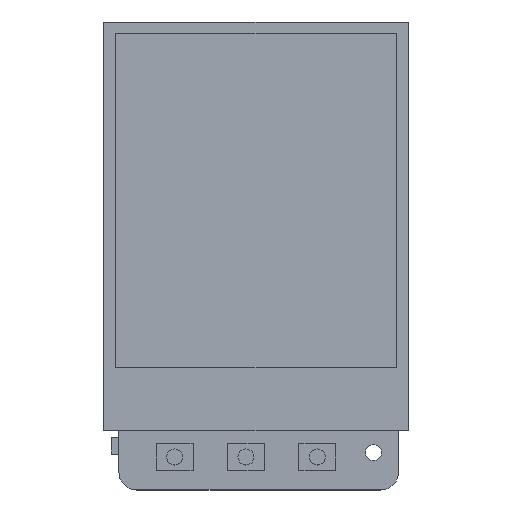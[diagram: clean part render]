
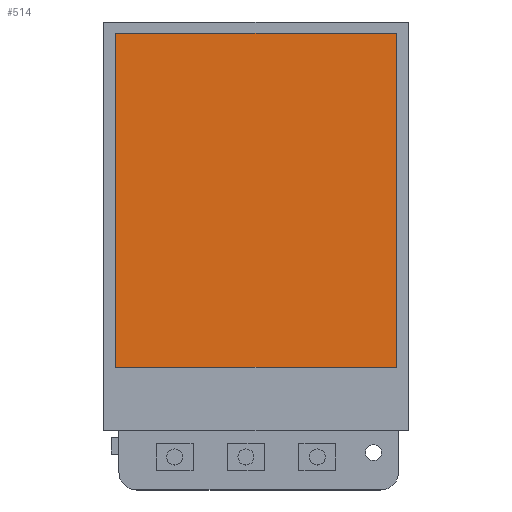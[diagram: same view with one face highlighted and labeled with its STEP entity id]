
A CAD part, top view. The second image highlights one B-rep face of the part: STEP entity #514.
In plain terms, the highlighted planar face has unit normal (0, 0.009, 1).
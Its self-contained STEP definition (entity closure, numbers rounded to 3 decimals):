
#514=ADVANCED_FACE('',(#1124),#821,.T.);
#821=PLANE('',#5380);
#1124=FACE_OUTER_BOUND('',#1464,.T.);
#1464=EDGE_LOOP('',(#1928,#1929,#1930,#1931));
#1928=ORIENTED_EDGE('',*,*,#3518,.F.);
#1929=ORIENTED_EDGE('',*,*,#3522,.F.);
#1930=ORIENTED_EDGE('',*,*,#3525,.F.);
#1931=ORIENTED_EDGE('',*,*,#3527,.F.);
#3084=VERTEX_POINT('',#7167);
#3085=VERTEX_POINT('',#7169);
#3087=VERTEX_POINT('',#7175);
#3089=VERTEX_POINT('',#7181);
#3518=EDGE_CURVE('',#3084,#3085,#4134,.T.);
#3522=EDGE_CURVE('',#3087,#3084,#4138,.T.);
#3525=EDGE_CURVE('',#3089,#3087,#4141,.T.);
#3527=EDGE_CURVE('',#3085,#3089,#4143,.T.);
#4134=LINE('',#7168,#4750);
#4138=LINE('',#7176,#4754);
#4141=LINE('',#7182,#4757);
#4143=LINE('',#7185,#4759);
#4750=VECTOR('',#5865,1.);
#4754=VECTOR('',#5871,1.);
#4757=VECTOR('',#5876,1.);
#4759=VECTOR('',#5880,1.);
#5380=AXIS2_PLACEMENT_3D('',#7187,#5883,#5884);
#5865=DIRECTION('',(0.,1.,-0.009));
#5871=DIRECTION('',(-1.,0.,0.));
#5876=DIRECTION('',(0.,-1.,0.009));
#5880=DIRECTION('',(1.,0.,0.));
#5883=DIRECTION('',(0.,0.009,1.));
#5884=DIRECTION('',(0.,-1.,0.009));
#7167=CARTESIAN_POINT('',(-15.75,-11.303,4.065));
#7168=CARTESIAN_POINT('',(-15.75,26.195,3.72));
#7169=CARTESIAN_POINT('',(-15.75,26.195,3.72));
#7175=CARTESIAN_POINT('',(15.75,-11.303,4.065));
#7176=CARTESIAN_POINT('',(-15.75,-11.303,4.065));
#7181=CARTESIAN_POINT('',(15.75,26.195,3.72));
#7182=CARTESIAN_POINT('',(15.75,-11.303,4.065));
#7185=CARTESIAN_POINT('',(15.75,26.195,3.72));
#7187=CARTESIAN_POINT('',(0.,0.036,3.961));
